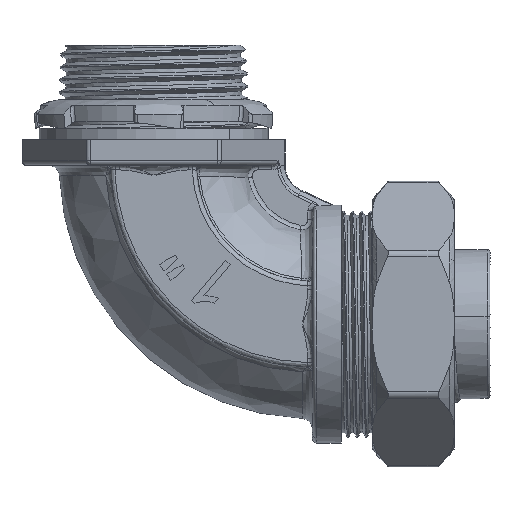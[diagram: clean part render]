
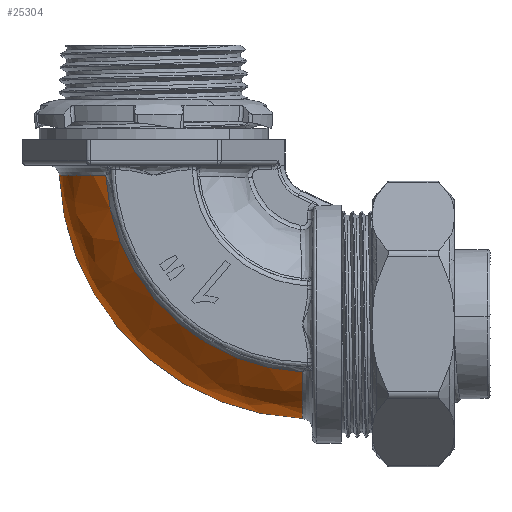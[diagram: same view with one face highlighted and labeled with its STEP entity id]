
A CAD part, left-side view. The second image highlights one B-rep face of the part: STEP entity #25304.
In plain terms, the highlighted free-form (B-spline) face has degree [3, 3] with [4, 4] control points.
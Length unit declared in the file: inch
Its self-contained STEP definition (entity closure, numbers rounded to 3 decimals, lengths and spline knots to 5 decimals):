
#259 = CARTESIAN_POINT ( 'NONE',  ( -0.23523, 0.74164, -0.6487 ) ) ;
#706 = ORIENTED_EDGE ( 'NONE', *, *, #31547, .T. ) ;
#1093 = AXIS2_PLACEMENT_3D ( 'NONE', #5631, #45494, #13582 ) ;
#3074 = CARTESIAN_POINT ( 'NONE',  ( 0., 0.75722, -0.64816 ) ) ;
#4302 = CARTESIAN_POINT ( 'NONE',  ( 0., 0.74164, -0.6487 ) ) ;
#5125 = CARTESIAN_POINT ( 'NONE',  ( -0.32763, 2.3399, 1.02304 ) ) ;
#5461 = CARTESIAN_POINT ( 'NONE',  ( -0.32477, 2.34156, 1.02304 ) ) ;
#5631 = CARTESIAN_POINT ( 'NONE',  ( -0.55919, 0.689, 1.0915 ) ) ;
#5816 = CARTESIAN_POINT ( 'NONE',  ( -0.27463, 2.3702, 1.02313 ) ) ;
#8003 = CARTESIAN_POINT ( 'NONE',  ( -0.23523, 1.7128, -0.61933 ) ) ;
#8167 = CARTESIAN_POINT ( 'NONE',  ( -0.26101, 0.75736, -0.59352 ) ) ;
#8344 = CARTESIAN_POINT ( 'NONE',  ( -0.55919, 0.75824, -0.3287 ) ) ;
#9349 = CARTESIAN_POINT ( 'NONE',  ( -0.38456, 2.30267, 1.02293 ) ) ;
#11242 = ORIENTED_EDGE ( 'NONE', *, *, #42238, .T. ) ;
#11322 = AXIS2_PLACEMENT_3D ( 'NONE', #21308, #21484, #33436 ) ;
#11893 = CARTESIAN_POINT ( 'NONE',  ( -0.43954, 2.28526, 0.13626 ) ) ;
#12241 = CARTESIAN_POINT ( 'NONE',  ( -0.53292, 0.75806, -0.37322 ) ) ;
#12249 = CARTESIAN_POINT ( 'NONE',  ( -0.43954, 0.73811, -0.53217 ) ) ;
#12511 =( BOUNDED_SURFACE ( )  B_SPLINE_SURFACE ( 3, 3, ( 
 ( #51537, #44506, #19975, #24217 ),
 ( #20503, #11893, #28415, #12249 ),
 ( #24033, #35959, #8003, #259 ),
 ( #20321, #36495, #36681, #4302 ) ),
 .UNSPECIFIED., .F., .F., .T. ) 
 B_SPLINE_SURFACE_WITH_KNOTS ( ( 4, 4 ),
 ( 4, 4 ),
 ( 0., 1. ),
 ( 0., 1. ),
 .UNSPECIFIED. ) 
 GEOMETRIC_REPRESENTATION_ITEM ( )  RATIONAL_B_SPLINE_SURFACE ( (
 ( 1., 0.819, 0.819, 1.),
 ( 0.912, 0.747, 0.747, 0.912),
 ( 0.912, 0.747, 0.747, 0.912),
 ( 1., 0.819, 0.819, 1.) ) ) 
 REPRESENTATION_ITEM ( '' )  SURFACE ( )  );
#12594 = CARTESIAN_POINT ( 'NONE',  ( -0.32138, 0.75745, -0.563 ) ) ;
#13041 = EDGE_CURVE ( 'NONE', #37057, #51465, #32586, .T. ) ;
#13051 = VERTEX_POINT ( 'NONE', #33095 ) ;
#13424 = CARTESIAN_POINT ( 'NONE',  ( -0.35402, 2.32365, 1.02299 ) ) ;
#13582 = DIRECTION ( 'NONE',  ( 0., 0., 1. ) ) ;
#14060 = CARTESIAN_POINT ( 'NONE',  ( 0., 0.75722, -0.64816 ) ) ;
#15421 = CARTESIAN_POINT ( 'NONE',  ( -0.05789, 0.75722, -0.64816 ) ) ;
#16301 = CARTESIAN_POINT ( 'NONE',  ( -0.3747, 0.75754, -0.53252 ) ) ;
#16649 = CARTESIAN_POINT ( 'NONE',  ( -0.32171, 0.75745, -0.56282 ) ) ;
#17143 = CARTESIAN_POINT ( 'NONE',  ( -0.33333, 2.33654, 1.02303 ) ) ;
#17316 = CARTESIAN_POINT ( 'NONE',  ( 0., 2.42866, 1.02328 ) ) ;
#19975 = CARTESIAN_POINT ( 'NONE',  ( -0.55919, 1.52514, -0.30574 ) ) ;
#20142 = CARTESIAN_POINT ( 'NONE',  ( -0.31693, 0.75744, -0.56552 ) ) ;
#20321 = CARTESIAN_POINT ( 'NONE',  ( 0., 2.4292, 1.03886 ) ) ;
#20503 = CARTESIAN_POINT ( 'NONE',  ( -0.43954, 2.31267, 1.04239 ) ) ;
#20671 = CARTESIAN_POINT ( 'NONE',  ( -0.22267, 0.75731, -0.60939 ) ) ;
#21308 = CARTESIAN_POINT ( 'NONE',  ( 0., 0.689, 1.0915 ) ) ;
#21317 = CARTESIAN_POINT ( 'NONE',  ( -0.5329, 2.15375, 1.02244 ) ) ;
#21484 = DIRECTION ( 'NONE',  ( -1., 0., 0. ) ) ;
#21497 = CARTESIAN_POINT ( 'NONE',  ( -0.32272, 2.34273, 1.02305 ) ) ;
#21522 = ORIENTED_EDGE ( 'NONE', *, *, #13041, .T. ) ;
#21664 = CARTESIAN_POINT ( 'NONE',  ( -0.05763, 2.42673, 1.02328 ) ) ;
#21846 = CARTESIAN_POINT ( 'NONE',  ( -0.32354, 2.34226, 1.02305 ) ) ;
#22091 = B_SPLINE_CURVE_WITH_KNOTS ( 'NONE', 3,
 ( #3074, #15421, #28582, #28231, #20671, #8167, #32797, #24558, #44168, #36486, #20142, #44677, #48735, #12594, #16649, #16301, #48561, #44335, #12241, #8344 ),
 .UNSPECIFIED., .F., .F.,
 ( 4, 2, 2, 2, 1, 1, 1, 1, 2, 2, 2, 4 ),
 ( 0.4993, 0.62447, 0.68706, 0.71835, 0.734, 0.74182, 0.74574, 0.74769, 0.74867, 0.74965, 0.87482, 1. ),
 .UNSPECIFIED. ) ;
#24033 = CARTESIAN_POINT ( 'NONE',  ( -0.23523, 2.4292, 1.03886 ) ) ;
#24217 = CARTESIAN_POINT ( 'NONE',  ( -0.55919, 0.73199, -0.32973 ) ) ;
#24488 = B_SPLINE_CURVE_WITH_KNOTS ( 'NONE', 3,
 ( #49718, #21317, #33278, #49211, #49891, #9349, #45852, #13424, #45508, #17143, #5125, #5461, #21846, #21497, #37839, #5816, #45157, #25899, #29746, #21664, #29568, #17316 ),
 .UNSPECIFIED., .F., .F.,
 ( 4, 2, 2, 2, 1, 1, 1, 1, 2, 2, 2, 2, 4 ),
 ( 0., 0.12482, 0.18724, 0.21844, 0.23405, 0.24185, 0.24575, 0.2477, 0.24867, 0.24965, 0.37447, 0.43688, 0.4993 ),
 .UNSPECIFIED. ) ;
#24558 = CARTESIAN_POINT ( 'NONE',  ( -0.29205, 0.7574, -0.57877 ) ) ;
#25304 = ADVANCED_FACE ( 'NONE', ( #38444 ), #12511, .T. ) ;
#25899 = CARTESIAN_POINT ( 'NONE',  ( -0.1419, 2.41358, 1.02325 ) ) ;
#27307 = EDGE_LOOP ( 'NONE', ( #11242, #21522, #37446, #706 ) ) ;
#27883 = EDGE_CURVE ( 'NONE', #51465, #36053, #22091, .T. ) ;
#28231 = CARTESIAN_POINT ( 'NONE',  ( -0.19624, 0.75729, -0.61842 ) ) ;
#28415 = CARTESIAN_POINT ( 'NONE',  ( -0.43954, 1.64424, -0.50476 ) ) ;
#28582 = CARTESIAN_POINT ( 'NONE',  ( -0.11489, 0.75723, -0.64038 ) ) ;
#29568 = CARTESIAN_POINT ( 'NONE',  ( -0.02886, 2.42866, 1.02328 ) ) ;
#29746 = CARTESIAN_POINT ( 'NONE',  ( -0.11411, 2.41919, 1.02326 ) ) ;
#31547 = EDGE_CURVE ( 'NONE', #36053, #13051, #35926, .T. ) ;
#32586 = CIRCLE ( 'NONE', #11322, 1.741 ) ;
#32797 = CARTESIAN_POINT ( 'NONE',  ( -0.27357, 0.75738, -0.58784 ) ) ;
#33095 = CARTESIAN_POINT ( 'NONE',  ( -0.55919, 2.1092, 1.02226 ) ) ;
#33278 = CARTESIAN_POINT ( 'NONE',  ( -0.50011, 2.19713, 1.02259 ) ) ;
#33436 = DIRECTION ( 'NONE',  ( 0., 0., 1. ) ) ;
#35926 = CIRCLE ( 'NONE', #1093, 1.42188 ) ;
#35959 = CARTESIAN_POINT ( 'NONE',  ( -0.23523, 2.39983, 0.0677 ) ) ;
#36053 = VERTEX_POINT ( 'NONE', #46777 ) ;
#36486 = CARTESIAN_POINT ( 'NONE',  ( -0.31172, 0.75743, -0.56842 ) ) ;
#36495 = CARTESIAN_POINT ( 'NONE',  ( 0., 2.39983, 0.0677 ) ) ;
#36681 = CARTESIAN_POINT ( 'NONE',  ( 0., 1.7128, -0.61933 ) ) ;
#37057 = VERTEX_POINT ( 'NONE', #48189 ) ;
#37446 = ORIENTED_EDGE ( 'NONE', *, *, #27883, .T. ) ;
#37839 = CARTESIAN_POINT ( 'NONE',  ( -0.32227, 2.34299, 1.02305 ) ) ;
#38444 = FACE_OUTER_BOUND ( 'NONE', #27307, .T. ) ;
#42238 = EDGE_CURVE ( 'NONE', #13051, #37057, #24488, .T. ) ;
#44168 = CARTESIAN_POINT ( 'NONE',  ( -0.3012, 0.75742, -0.5741 ) ) ;
#44335 = CARTESIAN_POINT ( 'NONE',  ( -0.50016, 0.75791, -0.41657 ) ) ;
#44506 = CARTESIAN_POINT ( 'NONE',  ( -0.55919, 2.08624, 0.25536 ) ) ;
#44677 = CARTESIAN_POINT ( 'NONE',  ( -0.31953, 0.75745, -0.56405 ) ) ;
#45157 = CARTESIAN_POINT ( 'NONE',  ( -0.22319, 2.39165, 1.02319 ) ) ;
#45494 = DIRECTION ( 'NONE',  ( 1., 0., 0. ) ) ;
#45508 = CARTESIAN_POINT ( 'NONE',  ( -0.34459, 2.32971, 1.02301 ) ) ;
#45852 = CARTESIAN_POINT ( 'NONE',  ( -0.37258, 2.31127, 1.02296 ) ) ;
#46777 = CARTESIAN_POINT ( 'NONE',  ( -0.55919, 0.75824, -0.3287 ) ) ;
#48189 = CARTESIAN_POINT ( 'NONE',  ( 0., 2.42866, 1.02328 ) ) ;
#48561 = CARTESIAN_POINT ( 'NONE',  ( -0.42105, 0.75764, -0.49622 ) ) ;
#48735 = CARTESIAN_POINT ( 'NONE',  ( -0.32064, 0.75745, -0.56342 ) ) ;
#49211 = CARTESIAN_POINT ( 'NONE',  ( -0.44073, 2.2569, 1.02279 ) ) ;
#49718 = CARTESIAN_POINT ( 'NONE',  ( -0.55919, 2.1092, 1.02226 ) ) ;
#49891 = CARTESIAN_POINT ( 'NONE',  ( -0.41925, 2.27594, 1.02285 ) ) ;
#51465 = VERTEX_POINT ( 'NONE', #14060 ) ;
#51537 = CARTESIAN_POINT ( 'NONE',  ( -0.55919, 2.11023, 1.04851 ) ) ;
